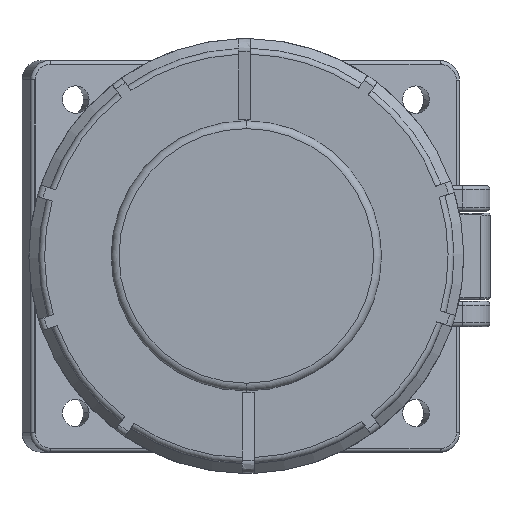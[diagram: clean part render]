
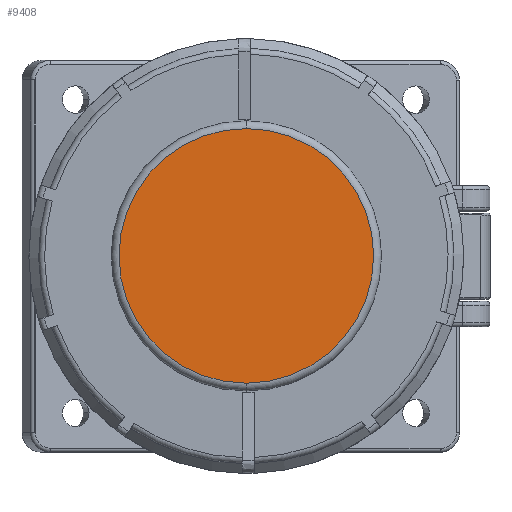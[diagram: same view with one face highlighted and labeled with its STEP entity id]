
A CAD part, top view. The second image highlights one B-rep face of the part: STEP entity #9408.
In plain terms, the highlighted face is planar.
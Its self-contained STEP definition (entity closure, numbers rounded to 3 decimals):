
#1446 = CARTESIAN_POINT ( 'NONE',  ( 32.5, 0., -2. ) ) ;
#1535 = DIRECTION ( 'NONE',  ( -1., 0., 0. ) ) ;
#2384 = DIRECTION ( 'NONE',  ( 0., 0., -1. ) ) ;
#6241 = VERTEX_POINT ( 'NONE', #1446 ) ;
#6404 = CARTESIAN_POINT ( 'NONE',  ( 0., 0., -2. ) ) ;
#8609 = AXIS2_PLACEMENT_3D ( 'NONE', #20303, #8978, #18803 ) ;
#8978 = DIRECTION ( 'NONE',  ( 0., 0., -1. ) ) ;
#9063 = PLANE ( 'NONE',  #15045 ) ;
#9408 = ADVANCED_FACE ( 'NONE', ( #12050 ), #9063, .T. ) ;
#10619 = CIRCLE ( 'NONE', #8609, 32.5 ) ;
#10735 = EDGE_LOOP ( 'NONE', ( #13067, #16459 ) ) ;
#12050 = FACE_OUTER_BOUND ( 'NONE', #10735, .T. ) ;
#12847 = EDGE_CURVE ( 'NONE', #6241, #18136, #10619, .T. ) ;
#13067 = ORIENTED_EDGE ( 'NONE', *, *, #17952, .T. ) ;
#13539 = CIRCLE ( 'NONE', #19694, 32.5 ) ;
#14751 = DIRECTION ( 'NONE',  ( 0., 0., -1. ) ) ;
#15045 = AXIS2_PLACEMENT_3D ( 'NONE', #20395, #2384, #19035 ) ;
#16459 = ORIENTED_EDGE ( 'NONE', *, *, #12847, .T. ) ;
#16635 = CARTESIAN_POINT ( 'NONE',  ( -32.5, 0., -2. ) ) ;
#17952 = EDGE_CURVE ( 'NONE', #18136, #6241, #13539, .T. ) ;
#18136 = VERTEX_POINT ( 'NONE', #16635 ) ;
#18803 = DIRECTION ( 'NONE',  ( -1., 0., 0. ) ) ;
#19035 = DIRECTION ( 'NONE',  ( -1., 0., 0. ) ) ;
#19694 = AXIS2_PLACEMENT_3D ( 'NONE', #6404, #14751, #1535 ) ;
#20303 = CARTESIAN_POINT ( 'NONE',  ( 0., 0., -2. ) ) ;
#20395 = CARTESIAN_POINT ( 'NONE',  ( 0., 0., -2. ) ) ;
